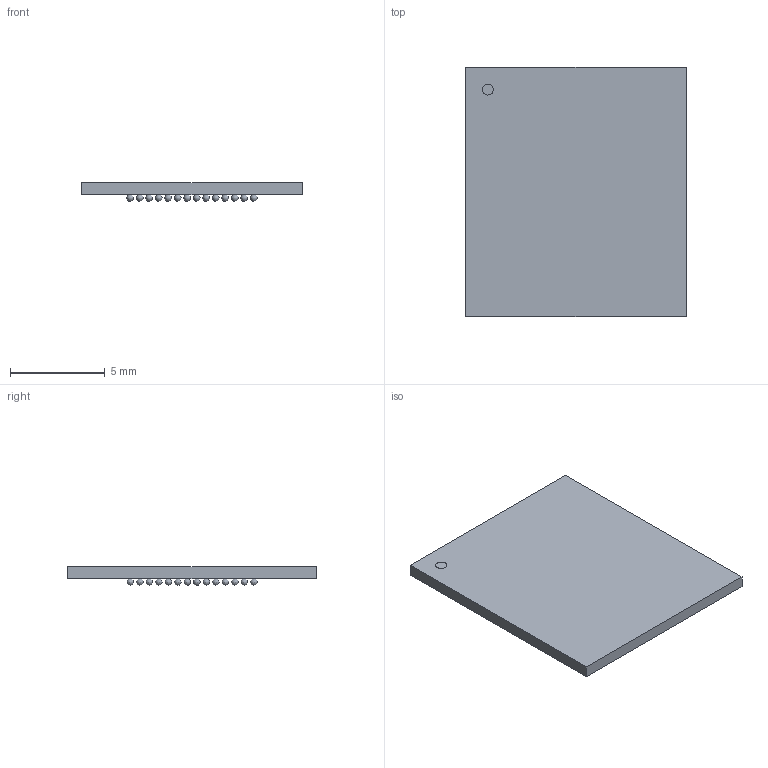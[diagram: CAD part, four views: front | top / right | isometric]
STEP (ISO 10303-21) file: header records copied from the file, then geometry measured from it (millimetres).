
FILE_DESCRIPTION(('STEP AP214'),'1');
FILE_NAME('VFBGA153_ISI','2023-06-12T07:19:18',(''),(''),'','','');
FILE_SCHEMA(('AUTOMOTIVE_DESIGN'));
Length unit declared in the file: millimetre
Products named in the file (1): product
Bounding box: 11.61 x 13.11 x 0.99 mm (x, y, z)
Volume: 100.3 mm3; surface area: 396.6 mm2
Topology: 154 solids, 154 shells, 161 faces, 471 edges, 314 vertices
Faces by surface type: sphere 152, plane 8, cylinder 1
Full cylindrical faces by diameter (mm): 0.58 x1
Entity records: 1741 total; most frequent: DIRECTION 342, CARTESIAN_POINT 175, AXIS2_PLACEMENT_3D 165, STYLED_ITEM 161, ADVANCED_FACE 161, MANIFOLD_SOLID_BREP 154, CLOSED_SHELL 154, SPHERICAL_SURFACE 152
